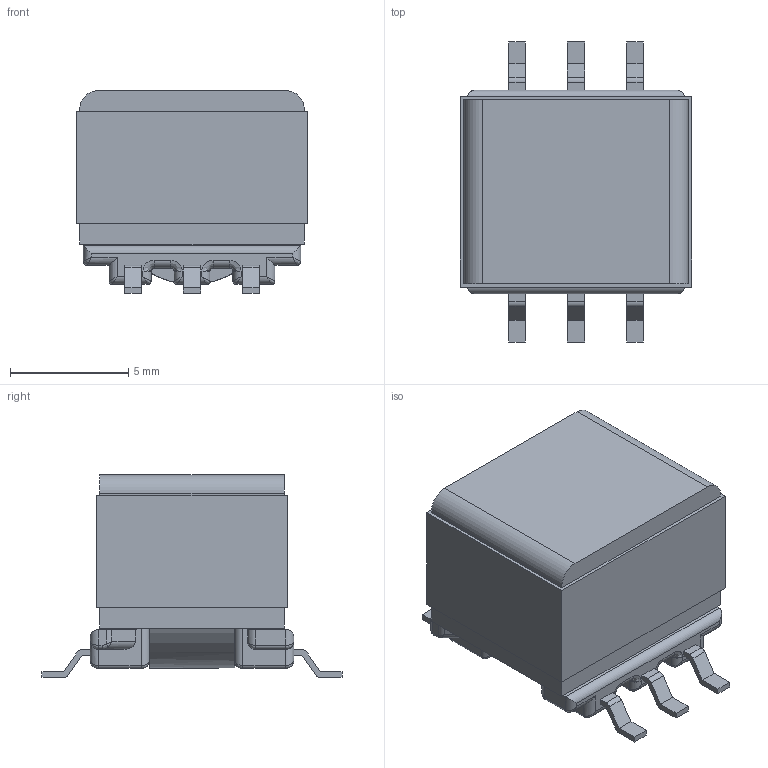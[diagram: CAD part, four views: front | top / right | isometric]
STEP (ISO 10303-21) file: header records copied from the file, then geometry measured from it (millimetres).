
FILE_DESCRIPTION(/* description */ ('Unknown'),/* implementation_level */ '2;1');
FILE_NAME(/* name */ 'T_Wurth_WE-IBTI-EP7_L10.16W13.36H8.64',/* time_stamp */ '2025-12-25T14:50:09+08:00',/* author */ ('Unknown'),/* organization */ ('Unknown'),/* preprocessor_version */ 'ST-DEVELOPER v19.4',/* originating_system */ 'Solid Edge',/* authorisation */ 'Unknown');
FILE_SCHEMA (('AUTOMOTIVE_DESIGN {1 0 10303 214 3 1 1}'));
Length unit declared in the file: millimetre
Products named in the file (2): T_Wurth_WE-IBTI-EP7_L10.16W13.36H8.64
Assembly tree (1 placements, depth 2):
  T_Wurth_WE-IBTI-EP7_L10.16W13.36H8.64
    T_Wurth_WE-IBTI-EP7_L10.16W13.36H8.64
Bounding box: 9.78 x 12.7 x 8.59 mm (x, y, z)
Volume: 512.5 mm3; surface area: 988.1 mm2
Topology: 2 solids, 3 shells, 330 faces, 834 edges, 481 vertices
Faces by surface type: plane 128, cylinder 118, bspline 49, torus 35
Entity records: 13331 total; most frequent: CARTESIAN_POINT 3605, ORIENTED_EDGE 1592, DIRECTION 1462, EDGE_CURVE 796, AXIS2_PLACEMENT_3D 512, VERTEX_POINT 481, LINE 438, VECTOR 438
